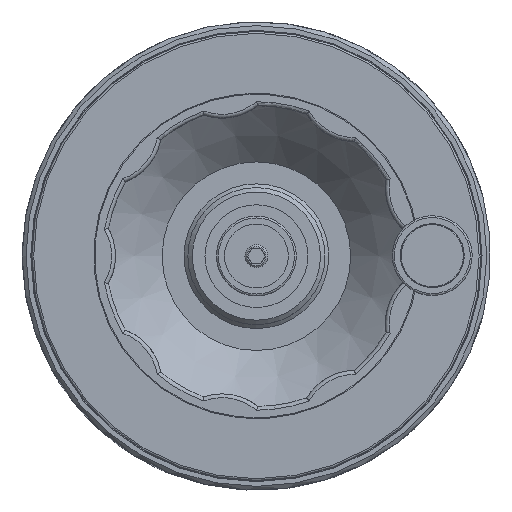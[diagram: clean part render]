
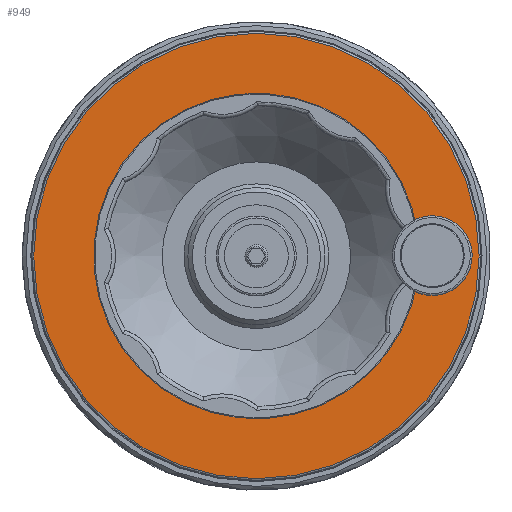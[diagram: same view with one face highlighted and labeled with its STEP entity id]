
A CAD part, top view. The second image highlights one B-rep face of the part: STEP entity #949.
In plain terms, the highlighted planar face has unit normal (0, 0, 1).
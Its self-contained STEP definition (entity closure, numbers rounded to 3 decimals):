
#949 = ADVANCED_FACE( '', ( #2068, #2069 ), #2070, .T. );
#2068 = FACE_BOUND( '', #3591, .T. );
#2069 = FACE_OUTER_BOUND( '', #3592, .T. );
#2070 = PLANE( '', #3593 );
#3591 = EDGE_LOOP( '', ( #7915, #7916, #7917, #7918, #7919, #7920 ) );
#3592 = EDGE_LOOP( '', ( #7921 ) );
#3593 = AXIS2_PLACEMENT_3D( '', #7922, #7923, #7924 );
#7915 = ORIENTED_EDGE( '', *, *, #9820, .T. );
#7916 = ORIENTED_EDGE( '', *, *, #10018, .T. );
#7917 = ORIENTED_EDGE( '', *, *, #10019, .T. );
#7918 = ORIENTED_EDGE( '', *, *, #10020, .T. );
#7919 = ORIENTED_EDGE( '', *, *, #10021, .T. );
#7920 = ORIENTED_EDGE( '', *, *, #10022, .T. );
#7921 = ORIENTED_EDGE( '', *, *, #10005, .T. );
#7922 = CARTESIAN_POINT( '', ( 0., 58.985, 10.84 ) );
#7923 = DIRECTION( '', ( 0., 0., 1. ) );
#7924 = DIRECTION( '', ( 1., 0., 0. ) );
#9820 = EDGE_CURVE( '', #12117, #12115, #12118, .F. );
#10005 = EDGE_CURVE( '', #12420, #12420, #12421, .T. );
#10018 = EDGE_CURVE( '', #12115, #12434, #12435, .T. );
#10019 = EDGE_CURVE( '', #12434, #12436, #12437, .T. );
#10020 = EDGE_CURVE( '', #12436, #12438, #12439, .T. );
#10021 = EDGE_CURVE( '', #12438, #12440, #12441, .T. );
#10022 = EDGE_CURVE( '', #12440, #12117, #12442, .T. );
#12115 = VERTEX_POINT( '', #16963 );
#12117 = VERTEX_POINT( '', #16998 );
#12118 = CIRCLE( '', #16999, 42.5 );
#12420 = VERTEX_POINT( '', #17853 );
#12421 = CIRCLE( '', #17854, 58.485 );
#12434 = VERTEX_POINT( '', #17955 );
#12435 = LINE( '', #17956, #17957 );
#12436 = VERTEX_POINT( '', #17958 );
#12437 = LINE( '', #17959, #17960 );
#12438 = VERTEX_POINT( '', #17961 );
#12439 = LINE( '', #17962, #17963 );
#12440 = VERTEX_POINT( '', #17964 );
#12441 = LINE( '', #17965, #17966 );
#12442 = LINE( '', #17967, #17968 );
#16963 = CARTESIAN_POINT( '', ( 42.122, 5.659, 10.84 ) );
#16998 = CARTESIAN_POINT( '', ( 42.118, -5.687, 10.84 ) );
#16999 = AXIS2_PLACEMENT_3D( '', #20048, #20049, #20050 );
#17853 = CARTESIAN_POINT( '', ( 58.485, 0., 10.84 ) );
#17854 = AXIS2_PLACEMENT_3D( '', #20331, #20332, #20333 );
#17955 = CARTESIAN_POINT( '', ( 46.243, 7.949, 10.84 ) );
#17956 = CARTESIAN_POINT( '', ( 32.578, 0.356, 10.84 ) );
#17957 = VECTOR( '', #20341, 1000. );
#17958 = CARTESIAN_POINT( '', ( 52.935, 4.167, 10.84 ) );
#17959 = CARTESIAN_POINT( '', ( -10.666, 40.113, 10.84 ) );
#17960 = VECTOR( '', #20342, 1000. );
#17961 = CARTESIAN_POINT( '', ( 52.935, -4.166, 10.84 ) );
#17962 = CARTESIAN_POINT( '', ( 52.935, 58.985, 10.84 ) );
#17963 = VECTOR( '', #20343, 1000. );
#17964 = CARTESIAN_POINT( '', ( 46.243, -8.027, 10.84 ) );
#17965 = CARTESIAN_POINT( '', ( 40.556, -11.308, 10.84 ) );
#17966 = VECTOR( '', #20344, 1000. );
#17967 = CARTESIAN_POINT( '', ( -17.501, 28.131, 10.84 ) );
#17968 = VECTOR( '', #20345, 1000. );
#20048 = CARTESIAN_POINT( '', ( 0., 0., 10.84 ) );
#20049 = DIRECTION( '', ( 0., 0., 1. ) );
#20050 = DIRECTION( '', ( 1., 0., 0. ) );
#20331 = CARTESIAN_POINT( '', ( 0., 0., 10.84 ) );
#20332 = DIRECTION( '', ( 0., 0., 1. ) );
#20333 = DIRECTION( '', ( 1., 0., 0. ) );
#20341 = DIRECTION( '', ( 0.874, 0.486, 0. ) );
#20342 = DIRECTION( '', ( 0.871, -0.492, 0. ) );
#20343 = DIRECTION( '', ( 0., -1., 0. ) );
#20344 = DIRECTION( '', ( -0.866, -0.5, 0. ) );
#20345 = DIRECTION( '', ( -0.87, 0.493, 0. ) );
